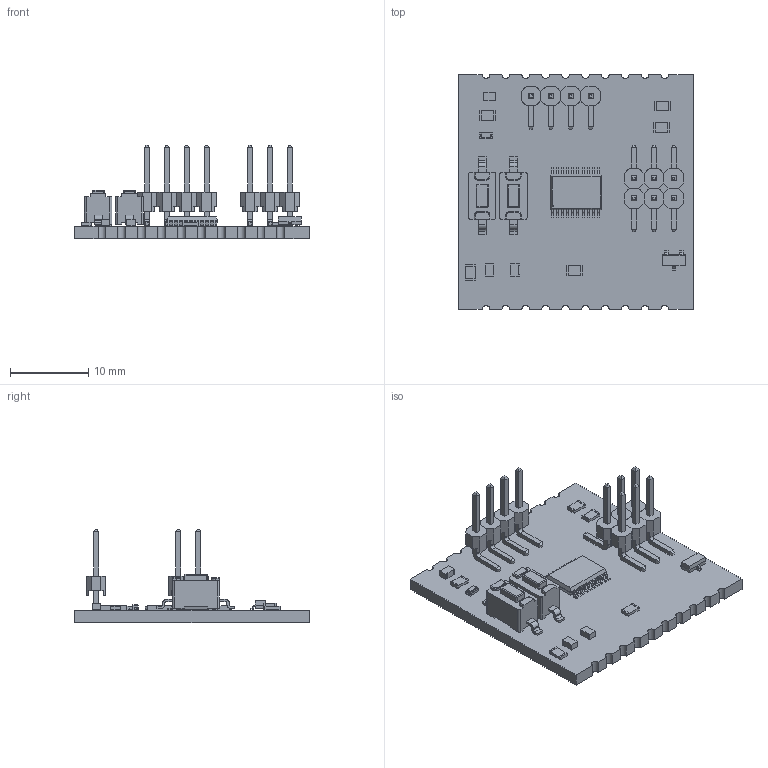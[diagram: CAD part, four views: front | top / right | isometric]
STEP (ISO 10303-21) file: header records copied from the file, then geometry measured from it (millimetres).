
FILE_DESCRIPTION(('KiCad electronic assembly'),'2;1');
FILE_NAME('mae.step','2019-02-27T11:34:03',('An Author'),('A Company'), 'Open CASCADE STEP processor 6.9','KiCad to STEP converter','Unknown' );
FILE_SCHEMA(('AUTOMOTIVE_DESIGN { 1 0 10303 214 1 1 1 1 }'));
Length unit declared in the file: millimetre
Products named in the file (16): Open CASCADE STEP translator 6.9 1; Res_0805; SOLID; TSSOP20_TP; COMPOUND; LED_0603; SOT-23; CAP_0603; button_FSMSM; vilka_PLS-1R_D1-1
Assembly tree (31 placements, depth 3):
  Open CASCADE STEP translator 6.9 1
    Res_0805  x5
      SOLID
    TSSOP20_TP
      COMPOUND
    LED_0603
      SOLID
    SOT-23
      SOLID
    CAP_0603  x3
      SOLID
    button_FSMSM  x2
      SOLID
    vilka_PLS-1R_D1-1  x10
      COMPOUND
    COMPOUND
Bounding box: 30 x 30 x 11.89 mm (x, y, z)
Volume: 1780.6 mm3; surface area: 3172.8 mm2
Topology: 36 solids, 36 shells, 1101 faces, 2883 edges, 1856 vertices
Faces by surface type: plane 876, cylinder 205, torus 8, sphere 8, bspline 4
Entity records: 42861 total; most frequent: CARTESIAN_POINT 8131, DIRECTION 6309, LINE 4261, VECTOR 4261, ORIENTED_EDGE 3290, PCURVE 3290, DEFINITIONAL_REPRESENTATION 3290, EDGE_CURVE 1645
